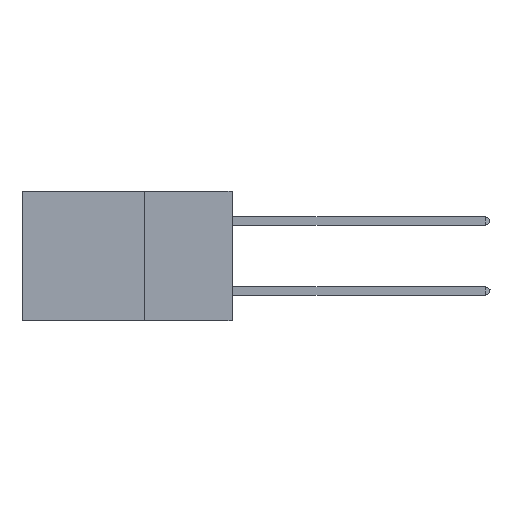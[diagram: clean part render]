
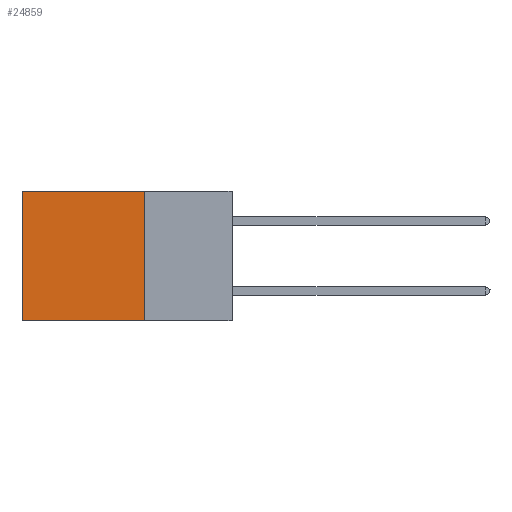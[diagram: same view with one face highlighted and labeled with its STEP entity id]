
A CAD part, left-side view. The second image highlights one B-rep face of the part: STEP entity #24859.
In plain terms, the highlighted planar face has unit normal (-1, 0, 0).
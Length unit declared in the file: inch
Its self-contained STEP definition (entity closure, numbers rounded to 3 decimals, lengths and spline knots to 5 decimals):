
#17 = AXIS2_PLACEMENT_3D ( 'NONE', #42549, #12914, #36059 ) ;
#428 = LINE ( 'NONE', #18435, #34384 ) ;
#681 = VERTEX_POINT ( 'NONE', #16903 ) ;
#698 = ORIENTED_EDGE ( 'NONE', *, *, #22673, .T. ) ;
#4375 = EDGE_CURVE ( 'NONE', #25983, #681, #31587, .T. ) ;
#4789 = ORIENTED_EDGE ( 'NONE', *, *, #28607, .F. ) ;
#4970 = CARTESIAN_POINT ( 'NONE',  ( 0.2875, 0.25, 0. ) ) ;
#5378 = DIRECTION ( 'NONE',  ( 0., 1., 0. ) ) ;
#5394 = DIRECTION ( 'NONE',  ( 0., 0., -1. ) ) ;
#5755 = CARTESIAN_POINT ( 'NONE',  ( 0.2875, 0.25, 0. ) ) ;
#6300 = FACE_OUTER_BOUND ( 'NONE', #9002, .T. ) ;
#8592 = VECTOR ( 'NONE', #18649, 39.37008 ) ;
#8768 = CARTESIAN_POINT ( 'NONE',  ( 0.2875, 0.6, 0. ) ) ;
#9002 = EDGE_LOOP ( 'NONE', ( #698, #4789, #11351, #28489 ) ) ;
#11351 = ORIENTED_EDGE ( 'NONE', *, *, #17604, .F. ) ;
#12914 = DIRECTION ( 'NONE',  ( 1., 0., 0. ) ) ;
#13222 = LINE ( 'NONE', #8768, #8592 ) ;
#16786 = VERTEX_POINT ( 'NONE', #31925 ) ;
#16903 = CARTESIAN_POINT ( 'NONE',  ( 0.2875, 0.6, 0. ) ) ;
#17046 = LINE ( 'NONE', #4970, #19106 ) ;
#17604 = EDGE_CURVE ( 'NONE', #25983, #29066, #17046, .T. ) ;
#18435 = CARTESIAN_POINT ( 'NONE',  ( 0.2875, 0.25, -0.37 ) ) ;
#18649 = DIRECTION ( 'NONE',  ( 0., 0., -1. ) ) ;
#19106 = VECTOR ( 'NONE', #5394, 39.37008 ) ;
#22673 = EDGE_CURVE ( 'NONE', #681, #16786, #13222, .T. ) ;
#23792 = CARTESIAN_POINT ( 'NONE',  ( 0.2875, 0.25, 0. ) ) ;
#24859 = ADVANCED_FACE ( 'NONE', ( #6300 ), #25982, .F. ) ;
#25983 = VERTEX_POINT ( 'NONE', #5755 ) ;
#25982 = PLANE ( 'NONE',  #17 ) ;
#28489 = ORIENTED_EDGE ( 'NONE', *, *, #4375, .T. ) ;
#28607 = EDGE_CURVE ( 'NONE', #29066, #16786, #428, .T. ) ;
#29066 = VERTEX_POINT ( 'NONE', #40161 ) ;
#30253 = DIRECTION ( 'NONE',  ( 0., 1., 0. ) ) ;
#31587 = LINE ( 'NONE', #23792, #33664 ) ;
#31925 = CARTESIAN_POINT ( 'NONE',  ( 0.2875, 0.6, -0.37 ) ) ;
#33664 = VECTOR ( 'NONE', #30253, 39.37008 ) ;
#34384 = VECTOR ( 'NONE', #5378, 39.37008 ) ;
#36059 = DIRECTION ( 'NONE',  ( 0., 0., -1. ) ) ;
#40161 = CARTESIAN_POINT ( 'NONE',  ( 0.2875, 0.25, -0.37 ) ) ;
#42549 = CARTESIAN_POINT ( 'NONE',  ( 0.2875, 0.25, 0. ) ) ;
